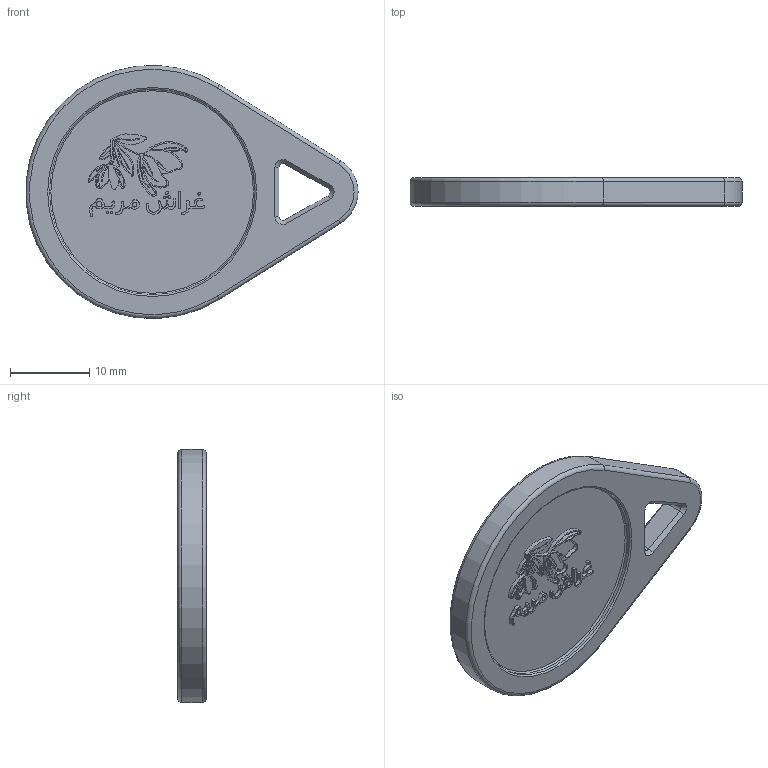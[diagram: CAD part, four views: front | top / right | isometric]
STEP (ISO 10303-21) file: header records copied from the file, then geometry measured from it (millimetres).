
FILE_DESCRIPTION (( 'STEP AP214' ), '1' );
FILE_NAME ('NFC tag Customized.STEP', '2025-09-18T11:24:17', ( '' ), ( '' ), 'SwSTEP 2.0', 'SolidWorks 2025', '' );
FILE_SCHEMA (( 'AUTOMOTIVE_DESIGN' ));
Length unit declared in the file: millimetre
Products named in the file (1): NFC tag Customized
Bounding box: 41.94 x 3.6 x 31.96 mm (x, y, z)
Volume: 2447.1 mm3; surface area: 2498 mm2
Topology: 1 solids, 1 shells, 212 faces, 522 edges, 341 vertices
Faces by surface type: plane 102, bspline 58, cylinder 38, torus 8, cone 6
Full cylindrical faces by diameter (mm): 0.313 x1, 0.323 x1, 0.682 x1, 26 x2
Entity records: 8246 total; most frequent: CARTESIAN_POINT 3602, ORIENTED_EDGE 1010, DIRECTION 789, EDGE_CURVE 505, VERTEX_POINT 338, LINE 299, VECTOR 299, EDGE_LOOP 257
